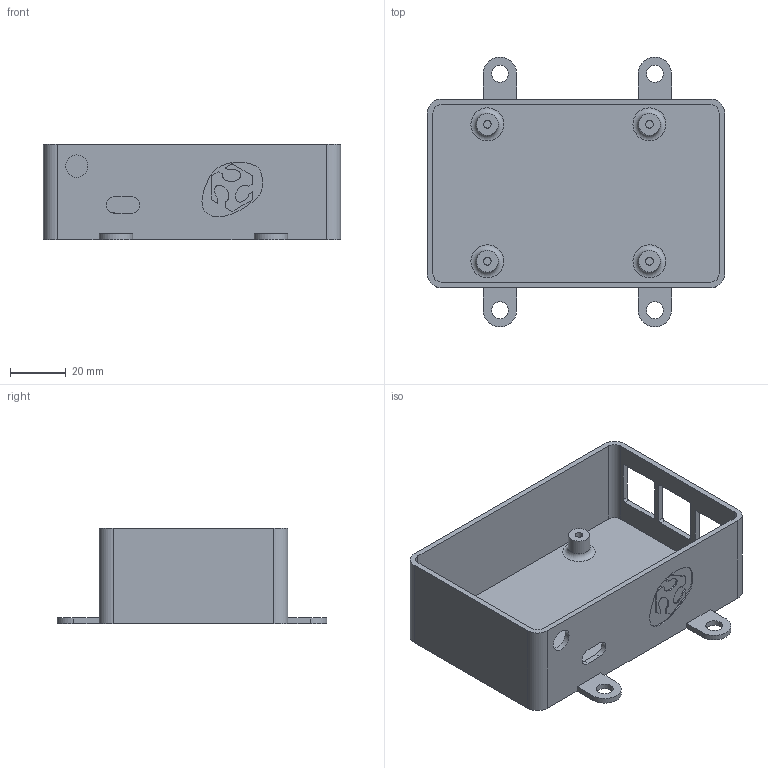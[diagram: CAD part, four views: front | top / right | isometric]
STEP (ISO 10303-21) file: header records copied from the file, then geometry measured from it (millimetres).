
FILE_DESCRIPTION(('FreeCAD Model'),'2;1');
FILE_NAME('Open CASCADE Shape Model','2024-07-03T18:48:29',(''),(''), 'Open CASCADE STEP processor 7.7','Ondsel','Unknown');
FILE_SCHEMA(('AUTOMOTIVE_DESIGN { 1 0 10303 214 1 1 1 1 }'));
Length unit declared in the file: millimetre
Products named in the file (1): case_bottom
Bounding box: 106.42 x 96.6 x 34 mm (x, y, z)
Volume: 36059.9 mm3; surface area: 37511.2 mm2
Topology: 1 solids, 1 shells, 304 faces, 877 edges, 588 vertices
Faces by surface type: extrusion 212, plane 49, cylinder 39, torus 4
Full cylindrical faces by diameter (mm): 2.75 x4, 6 x4, 7.8 x4, 8 x1
Entity records: 10785 total; most frequent: CARTESIAN_POINT 3462, ORIENTED_EDGE 1754, DIRECTION 951, EDGE_CURVE 877, B_SPLINE_CURVE_WITH_KNOTS 636, VERTEX_POINT 588, VECTOR 565, LINE 353
